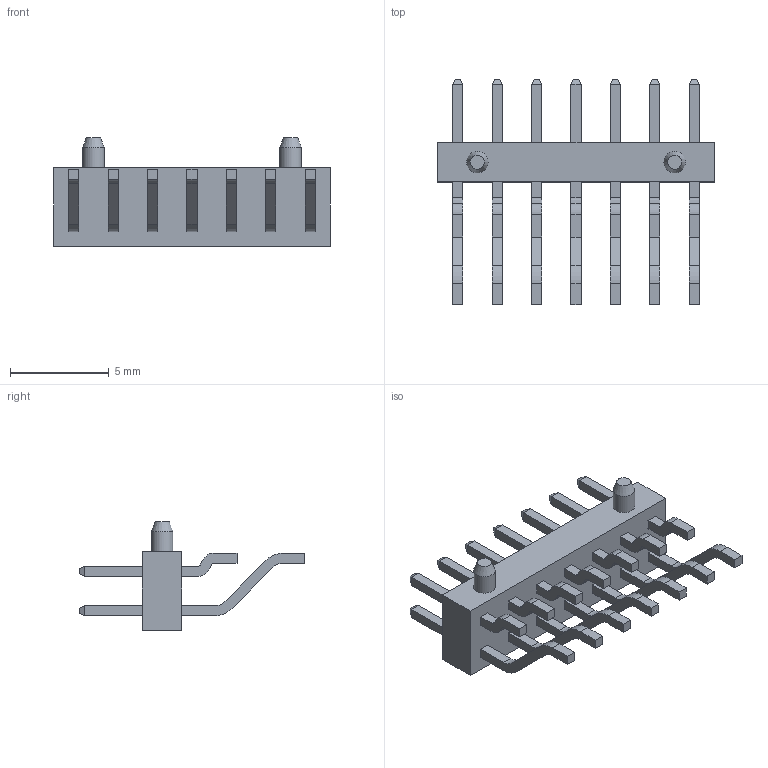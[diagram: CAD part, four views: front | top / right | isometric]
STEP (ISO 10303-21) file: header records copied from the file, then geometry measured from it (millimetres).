
FILE_DESCRIPTION(/* description */ ('STEP AP214'),/* implementation_level */ '2;1');
FILE_NAME(/* name */ 'MMT-107-01-F-DH-A',/* time_stamp */ '2022-10-23T02:28:11+02:00',/* author */ ('License CC BY-ND 4.0'),/* organization */ ('CADENAS'),/* preprocessor_version */ 'ST-DEVELOPER v18.102',/* originating_system */ 'PARTsolutions',/* authorisation */ ' ');
FILE_SCHEMA (('AUTOMOTIVE_DESIGN {1 0 10303 214 3 1 1}'));
Length unit declared in the file: inch
Products named in the file (3): MMT-107-01-F-DH-A; MMT-107-01-F-DH-A_body; MMT-107-01-F-DH-A_pins
Assembly tree (2 placements, depth 2):
  MMT-107-01-F-DH-A
    MMT-107-01-F-DH-A_body
    MMT-107-01-F-DH-A_pins
Bounding box: 14 x 11.42 x 5.52 mm (x, y, z)
Volume: 150.8 mm3; surface area: 597.5 mm2
Topology: 2 solids, 2 shells, 350 faces, 976 edges, 632 vertices
Faces by surface type: plane 290, cylinder 58, cone 2
Full cylindrical faces by diameter (mm): 1.092 x2
Entity records: 11126 total; most frequent: CARTESIAN_POINT 1953, ORIENTED_EDGE 1940, DIRECTION 1794, EDGE_CURVE 970, LINE 852, VECTOR 852, VERTEX_POINT 630, AXIS2_PLACEMENT_3D 471
